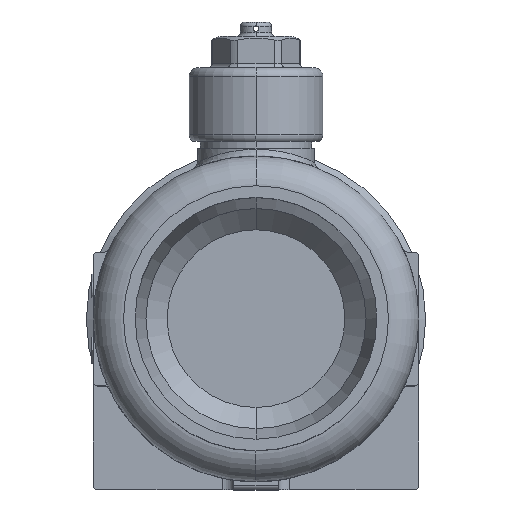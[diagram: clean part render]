
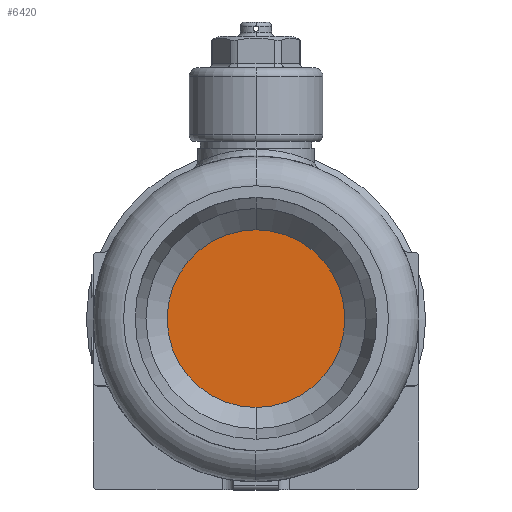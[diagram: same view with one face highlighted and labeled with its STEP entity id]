
A CAD part, top view. The second image highlights one B-rep face of the part: STEP entity #6420.
In plain terms, the highlighted planar face has unit normal (0, 0, 1).
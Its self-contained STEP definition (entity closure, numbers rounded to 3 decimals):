
#2324=CARTESIAN_POINT('',(0.,0.,105.));
#2325=DIRECTION('',(0.,0.,-1.));
#2326=DIRECTION('',(0.,1.,0.));
#2327=AXIS2_PLACEMENT_3D('',#2324,#2325,#2326);
#2334=CARTESIAN_POINT('',(0.,0.,105.));
#2335=DIRECTION('',(0.,0.,-1.));
#2336=DIRECTION('',(0.,-1.,0.));
#2337=AXIS2_PLACEMENT_3D('',#2334,#2335,#2336);
#3285=CARTESIAN_POINT('',(0.,48.,105.));
#3286=CARTESIAN_POINT('',(0.,-48.,105.));
#3287=VERTEX_POINT('',#3285);
#3288=VERTEX_POINT('',#3286);
#6410=CARTESIAN_POINT('',(0.,0.,105.));
#6411=DIRECTION('',(0.,0.,-1.));
#6412=DIRECTION('',(0.,-1.,0.));
#6413=AXIS2_PLACEMENT_3D('',#6410,#6411,#6412);
#6414=PLANE('',#6413);
#6415=ORIENTED_EDGE('',*,*,#6400,.T.);
#6417=ORIENTED_EDGE('',*,*,#6416,.T.);
#6418=EDGE_LOOP('',(#6415,#6417));
#6419=FACE_OUTER_BOUND('',#6418,.F.);
#6420=ADVANCED_FACE('',(#6419),#6414,.F.);
#2328=CIRCLE('',#2327,48.);
#2338=CIRCLE('',#2337,48.);
#6400=EDGE_CURVE('',#3287,#3288,#2328,.T.);
#6416=EDGE_CURVE('',#3288,#3287,#2338,.T.);
